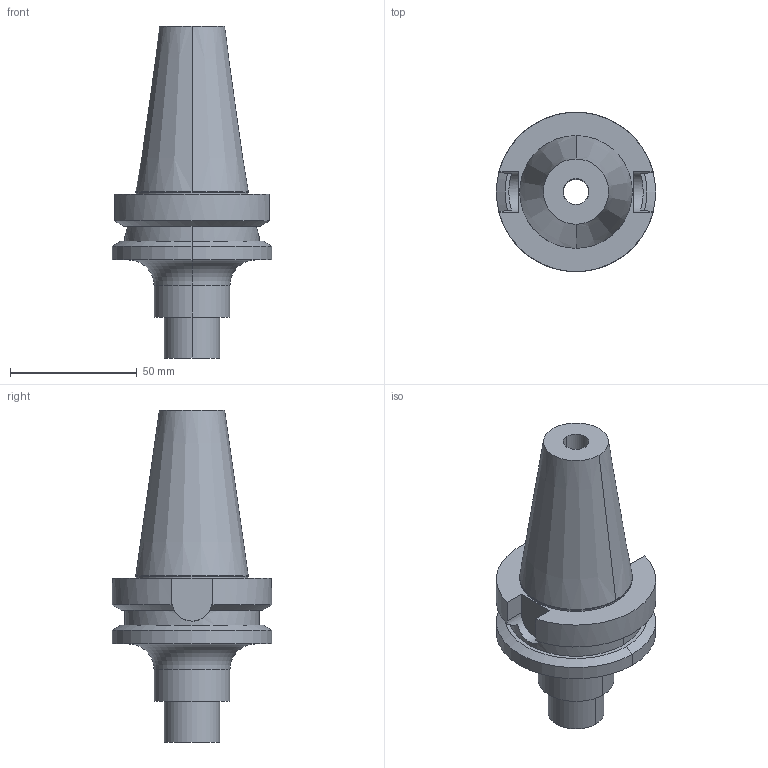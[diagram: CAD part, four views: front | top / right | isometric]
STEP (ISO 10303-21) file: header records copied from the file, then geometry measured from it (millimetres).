
FILE_DESCRIPTION((''),'2;1');
FILE_NAME('84525102','2018-08-23T10:36:08',('piechottad'),(''),'CREO PARAMETRIC BY PTC INC, 2017380','CREO PARAMETRIC BY PTC INC, 2017380','');
FILE_SCHEMA(('AUTOMOTIVE_DESIGN { 1 0 10303 214 1 1 1 1 }'));
Length unit declared in the file: millimetre
Products named in the file (1): 84525102
Bounding box: 63 x 63 x 131.14 mm (x, y, z)
Volume: 149616.1 mm3; surface area: 25973.6 mm2
Topology: 1 solids, 1 shells, 47 faces, 108 edges, 70 vertices
Faces by surface type: cylinder 18, plane 17, cone 10, torus 2
Entity records: 2262 total; most frequent: CARTESIAN_POINT 324, DIRECTION 288, ORIENTED_EDGE 216, PRESENTATION_STYLE_ASSIGNMENT 135, STYLED_ITEM 135, CURVE_STYLE 134, AXIS2_PLACEMENT_3D 116, EDGE_CURVE 108
